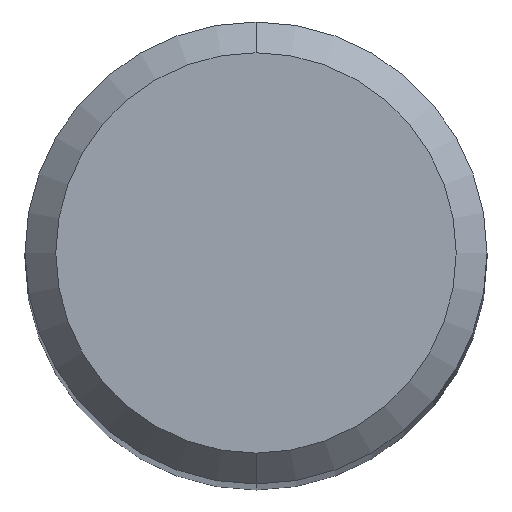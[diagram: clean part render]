
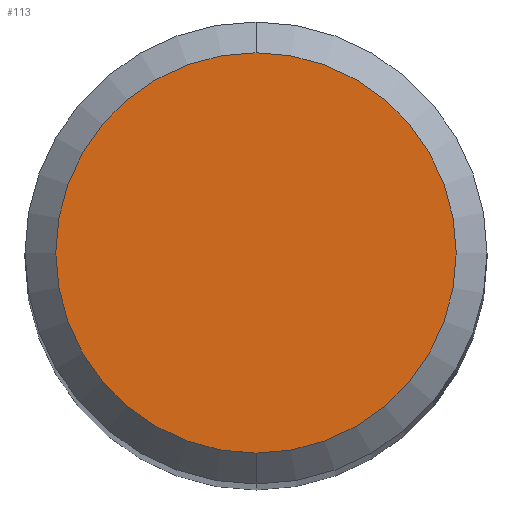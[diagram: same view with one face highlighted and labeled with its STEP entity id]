
A CAD part, top view. The second image highlights one B-rep face of the part: STEP entity #113.
In plain terms, the highlighted planar face has unit normal (0, 0, 1).
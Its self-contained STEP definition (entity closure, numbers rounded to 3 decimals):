
#107=VERTEX_POINT('',#259);
#113=ADVANCED_FACE('',(#265),#266,.T.);
#177=VERTEX_POINT('',#338);
#185=EDGE_CURVE('',#107,#177,#348,.T.);
#191=EDGE_CURVE('',#177,#107,#355,.T.);
#259=CARTESIAN_POINT('',(0.,-2.6,0.0));
#265=FACE_OUTER_BOUND('',#429,.T.);
#266=PLANE('',#430);
#338=CARTESIAN_POINT('',(0.0,2.6,0.0));
#348=CIRCLE('',#528,2.6);
#355=CIRCLE('',#538,2.6);
#429=EDGE_LOOP('',(#615,#616));
#430=AXIS2_PLACEMENT_3D('',#617,#618,#619);
#528=AXIS2_PLACEMENT_3D('',#727,#728,#729);
#538=AXIS2_PLACEMENT_3D('',#738,#739,#740);
#615=ORIENTED_EDGE('',*,*,#191,.F.);
#616=ORIENTED_EDGE('',*,*,#185,.F.);
#617=CARTESIAN_POINT('',(0.0,1.3,0.0));
#618=DIRECTION('',(-0.0,0.0,1.0));
#619=DIRECTION('',(0.0,-1.0,0.0));
#727=CARTESIAN_POINT('',(0.0,0.0,0.0));
#728=DIRECTION('',(0.0,0.0,-1.0));
#729=DIRECTION('',(0.0,1.0,0.0));
#738=CARTESIAN_POINT('',(0.0,0.0,0.0));
#739=DIRECTION('',(0.0,0.0,-1.0));
#740=DIRECTION('',(0.0,1.0,0.0));
